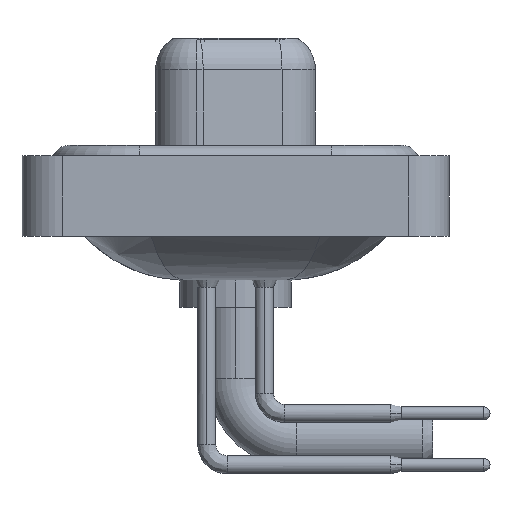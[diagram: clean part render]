
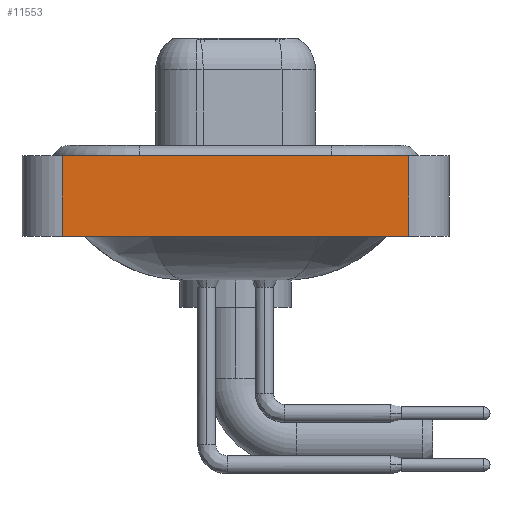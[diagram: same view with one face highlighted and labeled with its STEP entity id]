
A CAD part, left-side view. The second image highlights one B-rep face of the part: STEP entity #11553.
In plain terms, the highlighted planar face has unit normal (-1, 0, 0).
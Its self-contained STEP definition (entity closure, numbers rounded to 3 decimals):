
#241 = DIRECTION ( 'NONE',  ( 0., -1., 0. ) ) ;
#667 = DIRECTION ( 'NONE',  ( 0., -1., 0. ) ) ;
#1262 = LINE ( 'NONE', #10198, #3860 ) ;
#1331 = CARTESIAN_POINT ( 'NONE',  ( -7.3, -8.55, -3.6 ) ) ;
#2110 = VERTEX_POINT ( 'NONE', #10570 ) ;
#2214 = ORIENTED_EDGE ( 'NONE', *, *, #9289, .T. ) ;
#2611 = PLANE ( 'NONE',  #5607 ) ;
#2965 = EDGE_CURVE ( 'NONE', #5213, #2110, #12087, .T. ) ;
#3860 = VECTOR ( 'NONE', #14925, 1000. ) ;
#5088 = VECTOR ( 'NONE', #667, 1000. ) ;
#5101 = CARTESIAN_POINT ( 'NONE',  ( -7.3, -8.55, -3.6 ) ) ;
#5213 = VERTEX_POINT ( 'NONE', #1331 ) ;
#5384 = ORIENTED_EDGE ( 'NONE', *, *, #2965, .T. ) ;
#5607 = AXIS2_PLACEMENT_3D ( 'NONE', #14562, #12643, #17836 ) ;
#8268 = VECTOR ( 'NONE', #241, 1000. ) ;
#8308 = ORIENTED_EDGE ( 'NONE', *, *, #17091, .F. ) ;
#8444 = VECTOR ( 'NONE', #11763, 1000. ) ;
#8842 = LINE ( 'NONE', #15712, #8268 ) ;
#8991 = VERTEX_POINT ( 'NONE', #14347 ) ;
#9289 = EDGE_CURVE ( 'NONE', #11828, #5213, #8842, .T. ) ;
#9482 = CARTESIAN_POINT ( 'NONE',  ( -7.3, -8.55, 0.4 ) ) ;
#10198 = CARTESIAN_POINT ( 'NONE',  ( -7.3, 8.55, -3.6 ) ) ;
#10570 = CARTESIAN_POINT ( 'NONE',  ( -7.3, -8.55, 0.4 ) ) ;
#11553 = ADVANCED_FACE ( 'NONE', ( #21352 ), #2611, .T. ) ;
#11763 = DIRECTION ( 'NONE',  ( 0., 0., 1. ) ) ;
#11828 = VERTEX_POINT ( 'NONE', #15674 ) ;
#12087 = LINE ( 'NONE', #5101, #8444 ) ;
#12643 = DIRECTION ( 'NONE',  ( -1., 0., 0. ) ) ;
#14347 = CARTESIAN_POINT ( 'NONE',  ( -7.3, 8.55, 0.4 ) ) ;
#14562 = CARTESIAN_POINT ( 'NONE',  ( -7.3, -8.55, -3.6 ) ) ;
#14925 = DIRECTION ( 'NONE',  ( 0., 0., 1. ) ) ;
#15674 = CARTESIAN_POINT ( 'NONE',  ( -7.3, 8.55, -3.6 ) ) ;
#15712 = CARTESIAN_POINT ( 'NONE',  ( -7.3, -8.55, -3.6 ) ) ;
#16715 = ORIENTED_EDGE ( 'NONE', *, *, #21349, .F. ) ;
#17091 = EDGE_CURVE ( 'NONE', #11828, #8991, #1262, .T. ) ;
#17836 = DIRECTION ( 'NONE',  ( 0., 0., 1. ) ) ;
#18080 = EDGE_LOOP ( 'NONE', ( #5384, #16715, #8308, #2214 ) ) ;
#18150 = LINE ( 'NONE', #9482, #5088 ) ;
#21349 = EDGE_CURVE ( 'NONE', #8991, #2110, #18150, .T. ) ;
#21352 = FACE_OUTER_BOUND ( 'NONE', #18080, .T. ) ;
